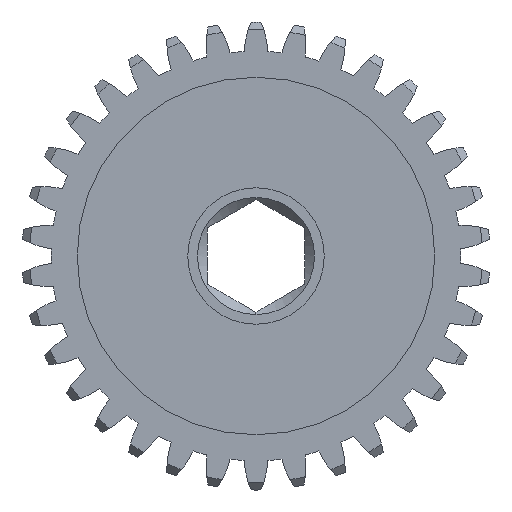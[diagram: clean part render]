
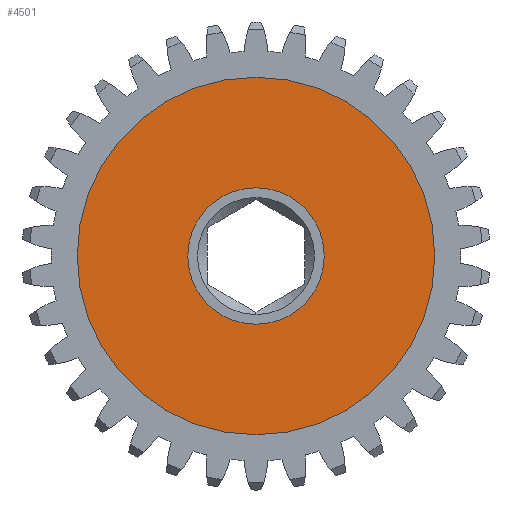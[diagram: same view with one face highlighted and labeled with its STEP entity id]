
A CAD part, left-side view. The second image highlights one B-rep face of the part: STEP entity #4501.
In plain terms, the highlighted planar face has unit normal (-1, 0, 0).
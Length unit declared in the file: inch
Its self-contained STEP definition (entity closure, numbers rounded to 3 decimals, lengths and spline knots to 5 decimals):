
#234 = AXIS2_PLACEMENT_3D ( 'NONE', #7059, #3899, #6436 ) ;
#246 = ORIENTED_EDGE ( 'NONE', *, *, #3926, .F. ) ;
#322 = CARTESIAN_POINT ( 'NONE',  ( 0.1375, 0., -0.6875 ) ) ;
#1022 = CARTESIAN_POINT ( 'NONE',  ( 0.1375, 0., 0. ) ) ;
#1455 = CIRCLE ( 'NONE', #6061, 0.2625 ) ;
#1507 = DIRECTION ( 'NONE',  ( 1., 0., 0. ) ) ;
#1678 = ORIENTED_EDGE ( 'NONE', *, *, #7632, .T. ) ;
#2197 = DIRECTION ( 'NONE',  ( 0., 0., -1. ) ) ;
#2241 = FACE_BOUND ( 'NONE', #4589, .T. ) ;
#2284 = DIRECTION ( 'NONE',  ( 0., 0., -1. ) ) ;
#2445 = CIRCLE ( 'NONE', #2968, 0.6875 ) ;
#2704 = DIRECTION ( 'NONE',  ( 1., 0., 0. ) ) ;
#2824 = CARTESIAN_POINT ( 'NONE',  ( 0.1375, 0., 0. ) ) ;
#2968 = AXIS2_PLACEMENT_3D ( 'NONE', #7096, #1507, #2197 ) ;
#3314 = CARTESIAN_POINT ( 'NONE',  ( 0.1375, 0., 0. ) ) ;
#3529 = DIRECTION ( 'NONE',  ( 1., 0., 0. ) ) ;
#3826 = ORIENTED_EDGE ( 'NONE', *, *, #7789, .F. ) ;
#3899 = DIRECTION ( 'NONE',  ( 1., 0., 0. ) ) ;
#3926 = EDGE_CURVE ( 'NONE', #5221, #6092, #2445, .T. ) ;
#4197 = AXIS2_PLACEMENT_3D ( 'NONE', #2824, #7969, #2284 ) ;
#4477 = ORIENTED_EDGE ( 'NONE', *, *, #7176, .T. ) ;
#4501 = ADVANCED_FACE ( 'NONE', ( #7929, #2241 ), #4764, .F. ) ;
#4589 = EDGE_LOOP ( 'NONE', ( #4477, #1678 ) ) ;
#4648 = VERTEX_POINT ( 'NONE', #8087 ) ;
#4699 = CARTESIAN_POINT ( 'NONE',  ( 0.1375, 0., 0.6875 ) ) ;
#4764 = PLANE ( 'NONE',  #7951 ) ;
#5221 = VERTEX_POINT ( 'NONE', #4699 ) ;
#5612 = EDGE_LOOP ( 'NONE', ( #246, #3826 ) ) ;
#6061 = AXIS2_PLACEMENT_3D ( 'NONE', #1022, #3529, #6064 ) ;
#6064 = DIRECTION ( 'NONE',  ( 0., 0., -1. ) ) ;
#6092 = VERTEX_POINT ( 'NONE', #322 ) ;
#6185 = CIRCLE ( 'NONE', #4197, 0.6875 ) ;
#6211 = DIRECTION ( 'NONE',  ( 0., 0., -1. ) ) ;
#6436 = DIRECTION ( 'NONE',  ( 0., 0., -1. ) ) ;
#6456 = CIRCLE ( 'NONE', #234, 0.2625 ) ;
#6736 = VERTEX_POINT ( 'NONE', #7322 ) ;
#7059 = CARTESIAN_POINT ( 'NONE',  ( 0.1375, 0., 0. ) ) ;
#7096 = CARTESIAN_POINT ( 'NONE',  ( 0.1375, 0., 0. ) ) ;
#7176 = EDGE_CURVE ( 'NONE', #4648, #6736, #1455, .T. ) ;
#7322 = CARTESIAN_POINT ( 'NONE',  ( 0.1375, 0., 0.2625 ) ) ;
#7632 = EDGE_CURVE ( 'NONE', #6736, #4648, #6456, .T. ) ;
#7789 = EDGE_CURVE ( 'NONE', #6092, #5221, #6185, .T. ) ;
#7929 = FACE_OUTER_BOUND ( 'NONE', #5612, .T. ) ;
#7951 = AXIS2_PLACEMENT_3D ( 'NONE', #3314, #2704, #6211 ) ;
#7969 = DIRECTION ( 'NONE',  ( 1., 0., 0. ) ) ;
#8087 = CARTESIAN_POINT ( 'NONE',  ( 0.1375, 0., -0.2625 ) ) ;
